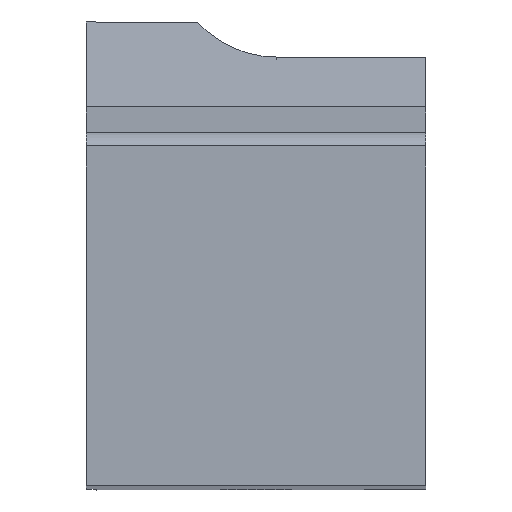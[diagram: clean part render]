
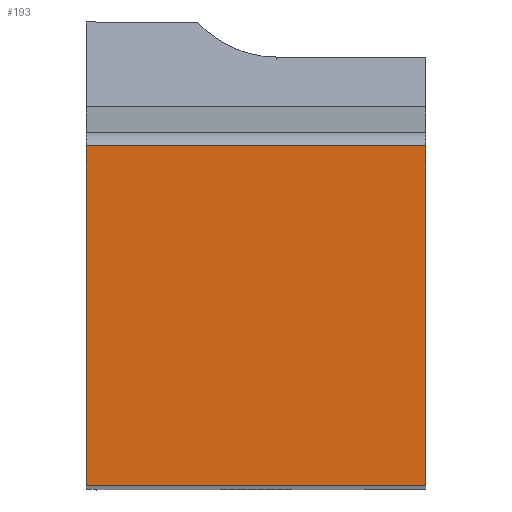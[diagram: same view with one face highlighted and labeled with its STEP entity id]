
A CAD part, top view. The second image highlights one B-rep face of the part: STEP entity #193.
In plain terms, the highlighted planar face has unit normal (0, 0, 1).
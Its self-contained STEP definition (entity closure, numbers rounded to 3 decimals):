
#193=ADVANCED_FACE('',(#320),#266,.T.);
#266=PLANE('',#1932);
#320=FACE_OUTER_BOUND('',#414,.T.);
#414=EDGE_LOOP('',(#812,#813,#814,#815));
#812=ORIENTED_EDGE('',*,*,#1398,.F.);
#813=ORIENTED_EDGE('',*,*,#1399,.T.);
#814=ORIENTED_EDGE('',*,*,#1330,.F.);
#815=ORIENTED_EDGE('',*,*,#1246,.T.);
#1073=VERTEX_POINT('',#2562);
#1074=VERTEX_POINT('',#2564);
#1131=VERTEX_POINT('',#2959);
#1182=VERTEX_POINT('',#3151);
#1246=EDGE_CURVE('',#1074,#1073,#1506,.T.);
#1330=EDGE_CURVE('',#1074,#1131,#1551,.T.);
#1398=EDGE_CURVE('',#1182,#1073,#1593,.T.);
#1399=EDGE_CURVE('',#1182,#1131,#1594,.T.);
#1506=LINE('',#2563,#1640);
#1551=LINE('',#2958,#1685);
#1593=LINE('',#3152,#1727);
#1594=LINE('',#3154,#1728);
#1640=VECTOR('',#2051,1.);
#1685=VECTOR('',#2194,1.);
#1727=VECTOR('',#2310,1.);
#1728=VECTOR('',#2313,1.);
#1932=AXIS2_PLACEMENT_3D('',#3155,#2314,#2315);
#2051=DIRECTION('',(0.,1.,0.));
#2194=DIRECTION('',(-1.,0.,0.));
#2310=DIRECTION('',(1.,0.,0.));
#2313=DIRECTION('',(0.,-1.,0.));
#2314=DIRECTION('',(0.,0.,1.));
#2315=DIRECTION('',(-1.,0.,0.));
#2562=CARTESIAN_POINT('',(0.,16.,0.));
#2563=CARTESIAN_POINT('',(0.,0.,0.));
#2564=CARTESIAN_POINT('',(0.,0.,0.));
#2958=CARTESIAN_POINT('',(0.,0.,0.));
#2959=CARTESIAN_POINT('',(-16.,0.,0.));
#3151=CARTESIAN_POINT('',(-16.,16.,0.));
#3152=CARTESIAN_POINT('',(-16.,16.,0.));
#3154=CARTESIAN_POINT('',(-16.,16.,0.));
#3155=CARTESIAN_POINT('',(-8.,8.,0.));
